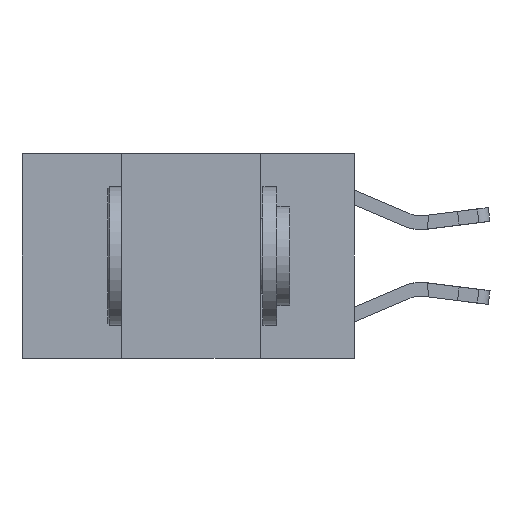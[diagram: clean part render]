
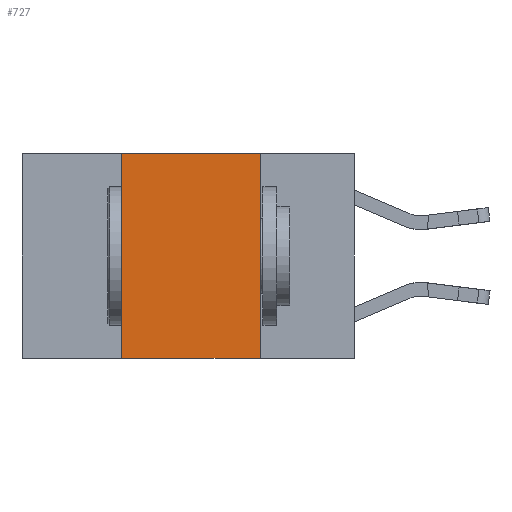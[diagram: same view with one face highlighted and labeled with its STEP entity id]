
A CAD part, left-side view. The second image highlights one B-rep face of the part: STEP entity #727.
In plain terms, the highlighted planar face has unit normal (-1, 0, 0).
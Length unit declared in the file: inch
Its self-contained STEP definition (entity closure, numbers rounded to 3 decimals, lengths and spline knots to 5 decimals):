
#56 = VECTOR ( 'NONE', #2083, 39.37008 ) ;
#61 = ORIENTED_EDGE ( 'NONE', *, *, #2230, .F. ) ;
#318 = CARTESIAN_POINT ( 'NONE',  ( 0., 0.17, 0. ) ) ;
#686 = CARTESIAN_POINT ( 'NONE',  ( 0., 0.42, 0. ) ) ;
#727 = ADVANCED_FACE ( 'NONE', ( #13889 ), #2569, .F. ) ;
#728 = VECTOR ( 'NONE', #5470, 39.37008 ) ;
#1378 = VERTEX_POINT ( 'NONE', #318 ) ;
#1855 = CARTESIAN_POINT ( 'NONE',  ( 0., 0.17, -0.37 ) ) ;
#2083 = DIRECTION ( 'NONE',  ( 0., 0., 1. ) ) ;
#2230 = EDGE_CURVE ( 'NONE', #1378, #4536, #6273, .T. ) ;
#2569 = PLANE ( 'NONE',  #15832 ) ;
#3077 = VERTEX_POINT ( 'NONE', #16308 ) ;
#3294 = CARTESIAN_POINT ( 'NONE',  ( 0., 0.6, 0. ) ) ;
#3911 = ORIENTED_EDGE ( 'NONE', *, *, #9765, .F. ) ;
#4146 = LINE ( 'NONE', #4182, #728 ) ;
#4182 = CARTESIAN_POINT ( 'NONE',  ( 0., 0.6, -0.37 ) ) ;
#4309 = ORIENTED_EDGE ( 'NONE', *, *, #8858, .T. ) ;
#4350 = LINE ( 'NONE', #3294, #10745 ) ;
#4536 = VERTEX_POINT ( 'NONE', #1855 ) ;
#5359 = EDGE_LOOP ( 'NONE', ( #61, #3911, #7323, #4309 ) ) ;
#5470 = DIRECTION ( 'NONE',  ( 0., -1., 0. ) ) ;
#6273 = LINE ( 'NONE', #10579, #13044 ) ;
#7323 = ORIENTED_EDGE ( 'NONE', *, *, #16610, .F. ) ;
#8759 = DIRECTION ( 'NONE',  ( 1., 0., 0. ) ) ;
#8858 = EDGE_CURVE ( 'NONE', #3077, #4536, #4146, .T. ) ;
#9765 = EDGE_CURVE ( 'NONE', #15919, #1378, #4350, .T. ) ;
#10200 = DIRECTION ( 'NONE',  ( 0., 0., -1. ) ) ;
#10299 = LINE ( 'NONE', #14895, #56 ) ;
#10579 = CARTESIAN_POINT ( 'NONE',  ( 0., 0.17, 0. ) ) ;
#10745 = VECTOR ( 'NONE', #13499, 39.37008 ) ;
#13044 = VECTOR ( 'NONE', #10200, 39.37008 ) ;
#13246 = DIRECTION ( 'NONE',  ( 0., 0., -1. ) ) ;
#13499 = DIRECTION ( 'NONE',  ( 0., -1., 0. ) ) ;
#13889 = FACE_OUTER_BOUND ( 'NONE', #5359, .T. ) ;
#14413 = CARTESIAN_POINT ( 'NONE',  ( 0., 0.6, 0. ) ) ;
#14895 = CARTESIAN_POINT ( 'NONE',  ( 0., 0.42, 0. ) ) ;
#15832 = AXIS2_PLACEMENT_3D ( 'NONE', #14413, #8759, #13246 ) ;
#15919 = VERTEX_POINT ( 'NONE', #686 ) ;
#16308 = CARTESIAN_POINT ( 'NONE',  ( 0., 0.42, -0.37 ) ) ;
#16610 = EDGE_CURVE ( 'NONE', #3077, #15919, #10299, .T. ) ;
